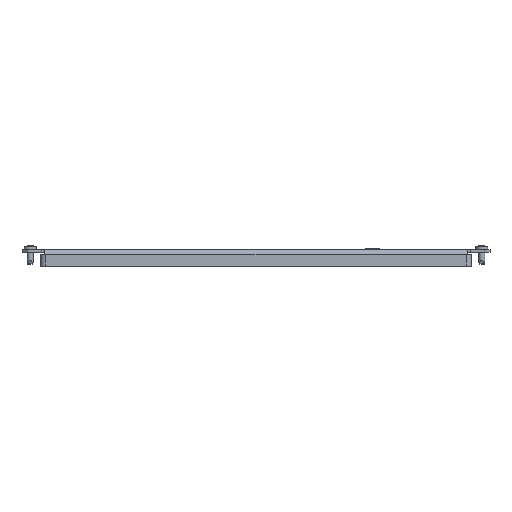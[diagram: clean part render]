
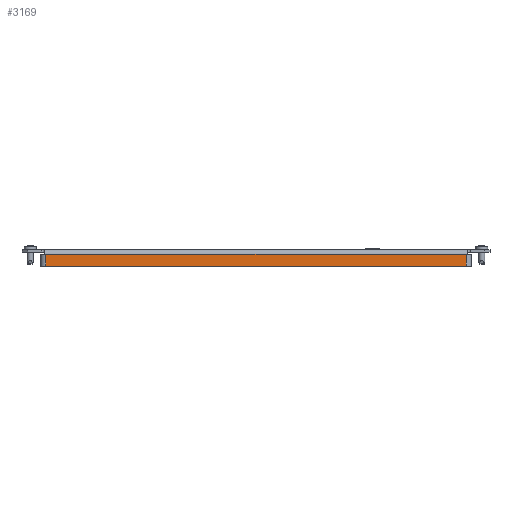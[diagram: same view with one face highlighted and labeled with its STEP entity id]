
A CAD part, top view. The second image highlights one B-rep face of the part: STEP entity #3169.
In plain terms, the highlighted face is planar.
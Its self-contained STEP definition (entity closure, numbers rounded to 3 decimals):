
#454 = ORIENTED_EDGE ( 'NONE', *, *, #4676, .T. ) ;
#697 = CARTESIAN_POINT ( 'NONE',  ( 5., -3., -179. ) ) ;
#699 = CARTESIAN_POINT ( 'NONE',  ( 5., -3., 179. ) ) ;
#825 = CARTESIAN_POINT ( 'NONE',  ( 5., -3., -179. ) ) ;
#868 = ORIENTED_EDGE ( 'NONE', *, *, #1932, .T. ) ;
#1176 = DIRECTION ( 'NONE',  ( 0., 0., 1. ) ) ;
#1355 = EDGE_CURVE ( 'NONE', #5104, #5117, #3184, .T. ) ;
#1811 = VECTOR ( 'NONE', #2723, 1000. ) ;
#1932 = EDGE_CURVE ( 'NONE', #5212, #3339, #2847, .T. ) ;
#2412 = DIRECTION ( 'NONE',  ( 1., 0., 0. ) ) ;
#2441 = ORIENTED_EDGE ( 'NONE', *, *, #1355, .F. ) ;
#2712 = DIRECTION ( 'NONE',  ( 0., 0., 1. ) ) ;
#2723 = DIRECTION ( 'NONE',  ( 1., 0., 0. ) ) ;
#2739 = CARTESIAN_POINT ( 'NONE',  ( -5., -3., 179. ) ) ;
#2786 = VECTOR ( 'NONE', #2712, 1000. ) ;
#2847 = LINE ( 'NONE', #3842, #5943 ) ;
#3149 = ORIENTED_EDGE ( 'NONE', *, *, #5300, .F. ) ;
#3169 = ADVANCED_FACE ( 'NONE', ( #5841 ), #3516, .T. ) ;
#3184 = LINE ( 'NONE', #2739, #1811 ) ;
#3339 = VERTEX_POINT ( 'NONE', #697 ) ;
#3472 = CARTESIAN_POINT ( 'NONE',  ( -5., -3., 179. ) ) ;
#3516 = PLANE ( 'NONE',  #4971 ) ;
#3842 = CARTESIAN_POINT ( 'NONE',  ( -5., -3., -179. ) ) ;
#3976 = DIRECTION ( 'NONE',  ( 0., -1., 0. ) ) ;
#4439 = EDGE_LOOP ( 'NONE', ( #2441, #3149, #868, #454 ) ) ;
#4628 = LINE ( 'NONE', #4948, #5711 ) ;
#4676 = EDGE_CURVE ( 'NONE', #3339, #5117, #5283, .T. ) ;
#4948 = CARTESIAN_POINT ( 'NONE',  ( -5., -3., -179. ) ) ;
#4971 = AXIS2_PLACEMENT_3D ( 'NONE', #4974, #3976, #5427 ) ;
#4974 = CARTESIAN_POINT ( 'NONE',  ( -5., -3., -179. ) ) ;
#5104 = VERTEX_POINT ( 'NONE', #3472 ) ;
#5117 = VERTEX_POINT ( 'NONE', #699 ) ;
#5212 = VERTEX_POINT ( 'NONE', #5423 ) ;
#5283 = LINE ( 'NONE', #825, #2786 ) ;
#5300 = EDGE_CURVE ( 'NONE', #5212, #5104, #4628, .T. ) ;
#5423 = CARTESIAN_POINT ( 'NONE',  ( -5., -3., -179. ) ) ;
#5427 = DIRECTION ( 'NONE',  ( 1., 0., 0. ) ) ;
#5711 = VECTOR ( 'NONE', #1176, 1000. ) ;
#5841 = FACE_OUTER_BOUND ( 'NONE', #4439, .T. ) ;
#5943 = VECTOR ( 'NONE', #2412, 1000. ) ;
